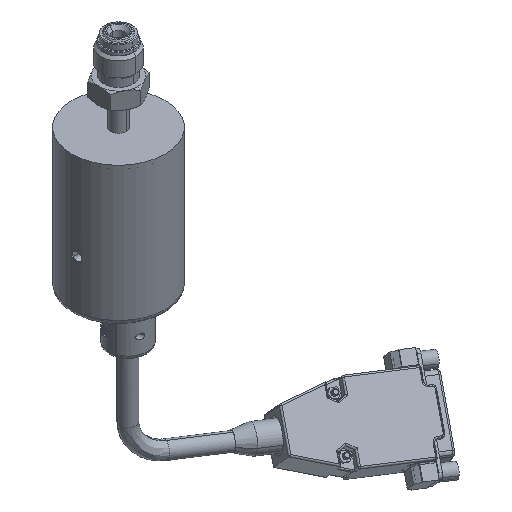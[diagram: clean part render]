
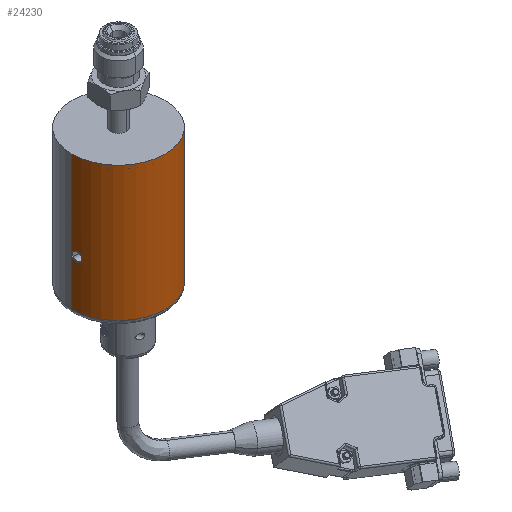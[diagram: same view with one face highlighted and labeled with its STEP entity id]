
A CAD part, isometric view. The second image highlights one B-rep face of the part: STEP entity #24230.
In plain terms, the highlighted cylindrical face has radius 19.05 mm (diameter 38.1 mm), a partial arc.
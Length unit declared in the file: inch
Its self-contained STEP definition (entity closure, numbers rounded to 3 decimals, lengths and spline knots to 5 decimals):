
#40 = DIRECTION ( 'NONE',  ( 0., 0., -1. ) ) ;
#608 = EDGE_CURVE ( 'NONE', #16591, #13099, #36925, .T. ) ;
#731 = CARTESIAN_POINT ( 'NONE',  ( -0.74943, -0.02951, -2.6061 ) ) ;
#1115 = CARTESIAN_POINT ( 'NONE',  ( -0.73708, -0.13862, -2.51332 ) ) ;
#1299 = CARTESIAN_POINT ( 'NONE',  ( -0.74976, -0.01924, -2.59814 ) ) ;
#2703 = CARTESIAN_POINT ( 'NONE',  ( 0.75, 0., -0.15 ) ) ;
#2869 = CARTESIAN_POINT ( 'NONE',  ( -0.74629, -0.075, -2.46765 ) ) ;
#2873 = CARTESIAN_POINT ( 'NONE',  ( -0.75, 0., -1.14 ) ) ;
#3035 = EDGE_CURVE ( 'NONE', #36748, #16591, #20251, .T. ) ;
#3041 = CIRCLE ( 'NONE', #36531, 0.75 ) ;
#3084 = DIRECTION ( 'NONE',  ( 0., 0., 1. ) ) ;
#3592 = CARTESIAN_POINT ( 'NONE',  ( -0.74888, -0.04109, -2.61222 ) ) ;
#3596 = CARTESIAN_POINT ( 'NONE',  ( -0.74115, -0.11492, -2.48288 ) ) ;
#3976 = CARTESIAN_POINT ( 'NONE',  ( -0.73594, -0.14453, -2.53422 ) ) ;
#4159 = CARTESIAN_POINT ( 'NONE',  ( -0.74909, -0.03707, -2.61039 ) ) ;
#4195 = VECTOR ( 'NONE', #4854, 39.37008 ) ;
#4854 = DIRECTION ( 'NONE',  ( 0., 0., 1. ) ) ;
#6260 = CARTESIAN_POINT ( 'NONE',  ( -0.74844, -0.04909, -2.47052 ) ) ;
#6310 = CARTESIAN_POINT ( 'NONE',  ( -0.75, 0., -2.56938 ) ) ;
#6853 = ORIENTED_EDGE ( 'NONE', *, *, #12120, .F. ) ;
#6992 = CARTESIAN_POINT ( 'NONE',  ( -0.73594, -0.14453, -2.543 ) ) ;
#7109 = ORIENTED_EDGE ( 'NONE', *, *, #36274, .F. ) ;
#7191 = CARTESIAN_POINT ( 'NONE',  ( -0.73743, -0.13678, -2.50932 ) ) ;
#7566 = ORIENTED_EDGE ( 'NONE', *, *, #608, .T. ) ;
#7792 = CARTESIAN_POINT ( 'NONE',  ( 0., 0., -3.31 ) ) ;
#8020 = VERTEX_POINT ( 'NONE', #14725 ) ;
#9114 = CARTESIAN_POINT ( 'NONE',  ( -0.74978, -0.01894, -2.48762 ) ) ;
#9488 = CARTESIAN_POINT ( 'NONE',  ( -0.75, 0., -2.56938 ) ) ;
#9563 = B_SPLINE_CURVE_WITH_KNOTS ( 'NONE', 3,
 ( #6992, #21139, #18461, #26863, #21508, #33352, #30109, #18657, #27049, #24187, #24364, #33155, #15806, #30310, #27431, #35845, #32968, #3592, #4159, #731, #23988, #1299, #35644, #10047, #12918, #9488 ),
 .UNSPECIFIED., .F., .F.,
 ( 4, 2, 2, 2, 2, 2, 2, 2, 2, 2, 2, 2, 4 ),
 ( 0.00528, 0.00594, 0.0066, 0.00726, 0.00759, 0.00792, 0.00825, 0.00857, 0.0089, 0.00923, 0.00956, 0.00989, 0.01055 ),
 .UNSPECIFIED. ) ;
#10047 = CARTESIAN_POINT ( 'NONE',  ( -0.74998, -0.00759, -2.58515 ) ) ;
#10075 = DIRECTION ( 'NONE',  ( 0., 0., 1. ) ) ;
#10431 = AXIS2_PLACEMENT_3D ( 'NONE', #22735, #3084, #11275 ) ;
#11275 = DIRECTION ( 'NONE',  ( 1., 0., 0. ) ) ;
#11644 = CARTESIAN_POINT ( 'NONE',  ( 0.75, 0., -3.31 ) ) ;
#12120 = EDGE_CURVE ( 'NONE', #8020, #20549, #35154, .T. ) ;
#12405 = CARTESIAN_POINT ( 'NONE',  ( -0.73594, -0.14453, -2.543 ) ) ;
#12735 = CARTESIAN_POINT ( 'NONE',  ( -0.7401, -0.12147, -2.48846 ) ) ;
#12918 = CARTESIAN_POINT ( 'NONE',  ( -0.75, -0.0031, -2.5776 ) ) ;
#13099 = VERTEX_POINT ( 'NONE', #2873 ) ;
#13120 = CARTESIAN_POINT ( 'NONE',  ( -0.73624, -0.14301, -2.52557 ) ) ;
#13476 = CARTESIAN_POINT ( 'NONE',  ( -0.75, 0., -2.51662 ) ) ;
#14389 = DIRECTION ( 'NONE',  ( 0., 0., 1. ) ) ;
#14395 = LINE ( 'NONE', #34788, #4195 ) ;
#14514 = CARTESIAN_POINT ( 'NONE',  ( -0.74331, -0.10001, -2.47413 ) ) ;
#14725 = CARTESIAN_POINT ( 'NONE',  ( -0.75, 0., -3.31 ) ) ;
#14937 = CARTESIAN_POINT ( 'NONE',  ( 0., 0., -1.14 ) ) ;
#15587 = AXIS2_PLACEMENT_3D ( 'NONE', #14937, #40, #32466 ) ;
#15806 = CARTESIAN_POINT ( 'NONE',  ( -0.74625, -0.075, -2.61797 ) ) ;
#15955 = ORIENTED_EDGE ( 'NONE', *, *, #35419, .T. ) ;
#15993 = CARTESIAN_POINT ( 'NONE',  ( -0.74277, -0.10397, -2.476 ) ) ;
#16591 = VERTEX_POINT ( 'NONE', #31202 ) ;
#17370 = CARTESIAN_POINT ( 'NONE',  ( -0.74435, -0.09195, -2.47113 ) ) ;
#18461 = CARTESIAN_POINT ( 'NONE',  ( -0.73624, -0.14304, -2.56034 ) ) ;
#18657 = CARTESIAN_POINT ( 'NONE',  ( -0.74277, -0.10397, -2.60999 ) ) ;
#18853 = CARTESIAN_POINT ( 'NONE',  ( -0.74169, -0.11142, -2.48038 ) ) ;
#19450 = DIRECTION ( 'NONE',  ( 1., 0., 0. ) ) ;
#19748 = ORIENTED_EDGE ( 'NONE', *, *, #3035, .T. ) ;
#20036 = EDGE_CURVE ( 'NONE', #20601, #20549, #9563, .T. ) ;
#20099 = CARTESIAN_POINT ( 'NONE',  ( -0.75, 0., -0.15 ) ) ;
#20251 = LINE ( 'NONE', #2703, #31972 ) ;
#20397 = CARTESIAN_POINT ( 'NONE',  ( -0.75, 0., -2.51662 ) ) ;
#20549 = VERTEX_POINT ( 'NONE', #6310 ) ;
#20601 = VERTEX_POINT ( 'NONE', #12405 ) ;
#21139 = CARTESIAN_POINT ( 'NONE',  ( -0.73594, -0.14453, -2.55178 ) ) ;
#21508 = CARTESIAN_POINT ( 'NONE',  ( -0.73816, -0.13285, -2.58436 ) ) ;
#21706 = CARTESIAN_POINT ( 'NONE',  ( -0.73864, -0.13006, -2.49826 ) ) ;
#22261 = VECTOR ( 'NONE', #14389, 39.37008 ) ;
#22735 = CARTESIAN_POINT ( 'NONE',  ( 0., 0., -0.15 ) ) ;
#23079 = CARTESIAN_POINT ( 'NONE',  ( -0.74712, -0.06628, -2.4676 ) ) ;
#23623 = CARTESIAN_POINT ( 'NONE',  ( -0.75, -0.0031, -2.5084 ) ) ;
#23988 = CARTESIAN_POINT ( 'NONE',  ( -0.74956, -0.02594, -2.60365 ) ) ;
#24187 = CARTESIAN_POINT ( 'NONE',  ( -0.74434, -0.09203, -2.61484 ) ) ;
#24230 = ADVANCED_FACE ( 'NONE', ( #25593 ), #34752, .T. ) ;
#24364 = CARTESIAN_POINT ( 'NONE',  ( -0.74485, -0.08782, -2.61601 ) ) ;
#24483 = EDGE_LOOP ( 'NONE', ( #6853, #15955, #19748, #7566, #7109, #24962, #32428 ) ) ;
#24548 = CARTESIAN_POINT ( 'NONE',  ( -0.73594, -0.14453, -2.543 ) ) ;
#24729 = B_SPLINE_CURVE_WITH_KNOTS ( 'NONE', 3,
 ( #20397, #23623, #35277, #9114, #32416, #37589, #6260, #23079, #2869, #31868, #17370, #14514, #15993, #18853, #3596, #12735, #36213, #21706, #30112, #7191, #1115, #13120, #3976, #24548 ),
 .UNSPECIFIED., .F., .F.,
 ( 4, 2, 2, 2, 2, 2, 2, 2, 2, 2, 2, 4 ),
 ( 0., 0.00066, 0.00132, 0.00198, 0.00264, 0.00297, 0.0033, 0.00363, 0.00396, 0.00429, 0.00462, 0.00528 ),
 .UNSPECIFIED. ) ;
#24962 = ORIENTED_EDGE ( 'NONE', *, *, #29507, .T. ) ;
#25593 = FACE_OUTER_BOUND ( 'NONE', #24483, .T. ) ;
#26863 = CARTESIAN_POINT ( 'NONE',  ( -0.73736, -0.13715, -2.57681 ) ) ;
#27049 = CARTESIAN_POINT ( 'NONE',  ( -0.7433, -0.10009, -2.61184 ) ) ;
#27431 = CARTESIAN_POINT ( 'NONE',  ( -0.74745, -0.06199, -2.61767 ) ) ;
#29507 = EDGE_CURVE ( 'NONE', #35846, #20601, #24729, .T. ) ;
#30109 = CARTESIAN_POINT ( 'NONE',  ( -0.74114, -0.11518, -2.6034 ) ) ;
#30112 = CARTESIAN_POINT ( 'NONE',  ( -0.73821, -0.13251, -2.5018 ) ) ;
#30310 = CARTESIAN_POINT ( 'NONE',  ( -0.74707, -0.06637, -2.61803 ) ) ;
#31202 = CARTESIAN_POINT ( 'NONE',  ( 0.75, 0., -1.14 ) ) ;
#31868 = CARTESIAN_POINT ( 'NONE',  ( -0.74486, -0.0878, -2.46999 ) ) ;
#31972 = VECTOR ( 'NONE', #35834, 39.37008 ) ;
#32416 = CARTESIAN_POINT ( 'NONE',  ( -0.7496, -0.02566, -2.48208 ) ) ;
#32428 = ORIENTED_EDGE ( 'NONE', *, *, #20036, .T. ) ;
#32466 = DIRECTION ( 'NONE',  ( 1., 0., 0. ) ) ;
#32968 = CARTESIAN_POINT ( 'NONE',  ( -0.74839, -0.04924, -2.61513 ) ) ;
#33155 = CARTESIAN_POINT ( 'NONE',  ( -0.74581, -0.07929, -2.61757 ) ) ;
#33352 = CARTESIAN_POINT ( 'NONE',  ( -0.74007, -0.12178, -2.59777 ) ) ;
#34752 = CYLINDRICAL_SURFACE ( 'NONE', #10431, 0.75 ) ;
#34788 = CARTESIAN_POINT ( 'NONE',  ( -0.75, 0., -0.15 ) ) ;
#35154 = LINE ( 'NONE', #20099, #22261 ) ;
#35277 = CARTESIAN_POINT ( 'NONE',  ( -0.74998, -0.00753, -2.50093 ) ) ;
#35419 = EDGE_CURVE ( 'NONE', #8020, #36748, #3041, .T. ) ;
#35644 = CARTESIAN_POINT ( 'NONE',  ( -0.74983, -0.01608, -2.59505 ) ) ;
#35834 = DIRECTION ( 'NONE',  ( 0., 0., 1. ) ) ;
#35845 = CARTESIAN_POINT ( 'NONE',  ( -0.74811, -0.05342, -2.61622 ) ) ;
#35846 = VERTEX_POINT ( 'NONE', #13476 ) ;
#36213 = CARTESIAN_POINT ( 'NONE',  ( -0.73959, -0.12455, -2.49159 ) ) ;
#36274 = EDGE_CURVE ( 'NONE', #35846, #13099, #14395, .T. ) ;
#36531 = AXIS2_PLACEMENT_3D ( 'NONE', #7792, #10075, #19450 ) ;
#36748 = VERTEX_POINT ( 'NONE', #11644 ) ;
#36925 = CIRCLE ( 'NONE', #15587, 0.75 ) ;
#37589 = CARTESIAN_POINT ( 'NONE',  ( -0.74892, -0.04088, -2.47345 ) ) ;
